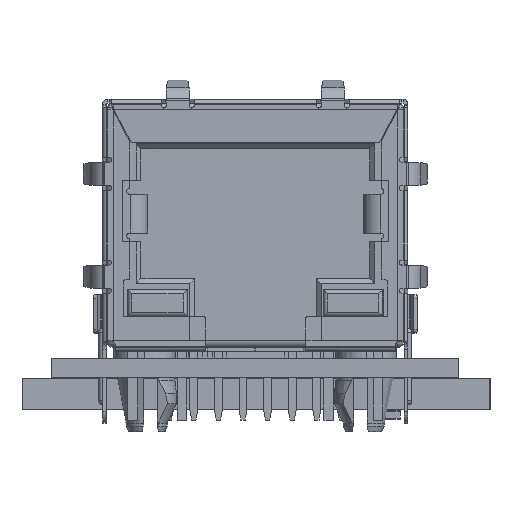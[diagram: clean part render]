
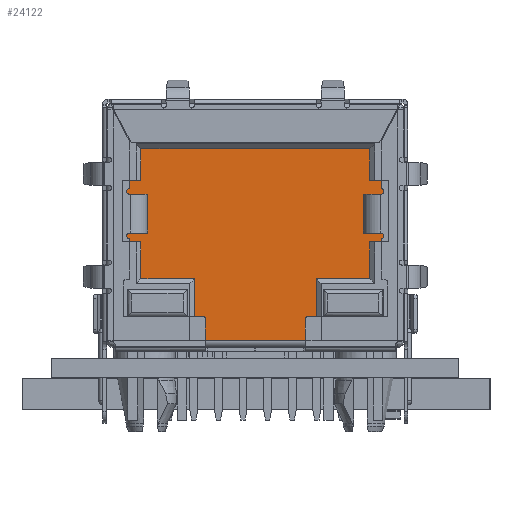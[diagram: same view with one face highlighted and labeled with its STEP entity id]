
A CAD part, left-side view. The second image highlights one B-rep face of the part: STEP entity #24122.
In plain terms, the highlighted planar face has unit normal (-1, 0, 0).
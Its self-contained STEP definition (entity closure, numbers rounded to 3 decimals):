
#23256 = VERTEX_POINT('',#23257);
#23257 = CARTESIAN_POINT('',(-27.19,6.997,-5.905));
#23263 = EDGE_CURVE('',#23264,#23256,#23266,.T.);
#23264 = VERTEX_POINT('',#23265);
#23265 = CARTESIAN_POINT('',(-27.19,6.997,-6.873));
#23266 = LINE('',#23267,#23268);
#23267 = CARTESIAN_POINT('',(-27.19,6.997,-6.873));
#23268 = VECTOR('',#23269,1.);
#23269 = DIRECTION('',(0.,0.,1.));
#23287 = EDGE_CURVE('',#23288,#23264,#23290,.T.);
#23288 = VERTEX_POINT('',#23289);
#23289 = CARTESIAN_POINT('',(-27.19,10.163,-6.873));
#23290 = LINE('',#23291,#23292);
#23291 = CARTESIAN_POINT('',(-27.19,10.163,-6.873));
#23292 = VECTOR('',#23293,1.);
#23293 = DIRECTION('',(-0.,-1.,-0.));
#23320 = EDGE_CURVE('',#23321,#23288,#23323,.T.);
#23321 = VERTEX_POINT('',#23322);
#23322 = CARTESIAN_POINT('',(-27.19,10.163,-5.905));
#23323 = LINE('',#23324,#23325);
#23324 = CARTESIAN_POINT('',(-27.19,10.163,-5.905));
#23325 = VECTOR('',#23326,1.);
#23326 = DIRECTION('',(-0.,0.,-1.));
#23416 = VERTEX_POINT('',#23417);
#23417 = CARTESIAN_POINT('',(-27.19,10.163,5.895));
#23423 = EDGE_CURVE('',#23424,#23416,#23426,.T.);
#23424 = VERTEX_POINT('',#23425);
#23425 = CARTESIAN_POINT('',(-27.19,10.163,6.863));
#23426 = LINE('',#23427,#23428);
#23427 = CARTESIAN_POINT('',(-27.19,10.163,5.895));
#23428 = VECTOR('',#23429,1.);
#23429 = DIRECTION('',(0.,0.,-1.));
#23447 = EDGE_CURVE('',#23448,#23424,#23450,.T.);
#23448 = VERTEX_POINT('',#23449);
#23449 = CARTESIAN_POINT('',(-27.19,6.997,6.863));
#23450 = LINE('',#23451,#23452);
#23451 = CARTESIAN_POINT('',(-27.19,10.163,6.863));
#23452 = VECTOR('',#23453,1.);
#23453 = DIRECTION('',(0.,1.,0.));
#23480 = EDGE_CURVE('',#23481,#23448,#23483,.T.);
#23481 = VERTEX_POINT('',#23482);
#23482 = CARTESIAN_POINT('',(-27.19,6.997,5.895));
#23483 = LINE('',#23484,#23485);
#23484 = CARTESIAN_POINT('',(-27.19,6.997,6.863));
#23485 = VECTOR('',#23486,1.);
#23486 = DIRECTION('',(0.,0.,1.));
#24080 = VERTEX_POINT('',#24081);
#24081 = CARTESIAN_POINT('',(-27.19,5.1,-3.144));
#24087 = EDGE_CURVE('',#24088,#24080,#24090,.T.);
#24088 = VERTEX_POINT('',#24089);
#24089 = CARTESIAN_POINT('',(-27.19,5.1,-5.905));
#24090 = LINE('',#24091,#24092);
#24091 = CARTESIAN_POINT('',(-27.19,5.1,-5.905));
#24092 = VECTOR('',#24093,1.);
#24093 = DIRECTION('',(0.,0.,1.));
#24111 = EDGE_CURVE('',#23256,#24088,#24112,.T.);
#24112 = LINE('',#24113,#24114);
#24113 = CARTESIAN_POINT('',(-27.19,6.997,-5.905));
#24114 = VECTOR('',#24115,1.);
#24115 = DIRECTION('',(-0.,-1.,-0.));
#24122 = ADVANCED_FACE('',(#24123),#24193,.F.);
#24123 = FACE_BOUND('',#24124,.T.);
#24124 = EDGE_LOOP('',(#24125,#24126,#24127,#24128,#24129,#24130,#24138,
    #24146,#24154,#24162,#24168,#24169,#24170,#24171,#24179,#24187));
#24125 = ORIENTED_EDGE('',*,*,#23320,.T.);
#24126 = ORIENTED_EDGE('',*,*,#23287,.T.);
#24127 = ORIENTED_EDGE('',*,*,#23263,.T.);
#24128 = ORIENTED_EDGE('',*,*,#24111,.T.);
#24129 = ORIENTED_EDGE('',*,*,#24087,.T.);
#24130 = ORIENTED_EDGE('',*,*,#24131,.F.);
#24131 = EDGE_CURVE('',#24132,#24080,#24134,.T.);
#24132 = VERTEX_POINT('',#24133);
#24133 = CARTESIAN_POINT('',(-27.19,1.9,-3.144));
#24134 = LINE('',#24135,#24136);
#24135 = CARTESIAN_POINT('',(-27.19,7.675,-3.144));
#24136 = VECTOR('',#24137,1.);
#24137 = DIRECTION('',(0.,1.,0.));
#24138 = ORIENTED_EDGE('',*,*,#24139,.F.);
#24139 = EDGE_CURVE('',#24140,#24132,#24142,.T.);
#24140 = VERTEX_POINT('',#24141);
#24141 = CARTESIAN_POINT('',(-27.19,1.9,3.134));
#24142 = LINE('',#24143,#24144);
#24143 = CARTESIAN_POINT('',(-27.19,1.9,-0.005));
#24144 = VECTOR('',#24145,1.);
#24145 = DIRECTION('',(0.,0.,-1.));
#24146 = ORIENTED_EDGE('',*,*,#24147,.F.);
#24147 = EDGE_CURVE('',#24148,#24140,#24150,.T.);
#24148 = VERTEX_POINT('',#24149);
#24149 = CARTESIAN_POINT('',(-27.19,5.1,3.134));
#24150 = LINE('',#24151,#24152);
#24151 = CARTESIAN_POINT('',(-27.19,7.675,3.134));
#24152 = VECTOR('',#24153,1.);
#24153 = DIRECTION('',(-0.,-1.,-0.));
#24154 = ORIENTED_EDGE('',*,*,#24155,.F.);
#24155 = EDGE_CURVE('',#24156,#24148,#24158,.T.);
#24156 = VERTEX_POINT('',#24157);
#24157 = CARTESIAN_POINT('',(-27.19,5.1,5.895));
#24158 = LINE('',#24159,#24160);
#24159 = CARTESIAN_POINT('',(-27.19,5.1,-0.005));
#24160 = VECTOR('',#24161,1.);
#24161 = DIRECTION('',(0.,0.,-1.));
#24162 = ORIENTED_EDGE('',*,*,#24163,.F.);
#24163 = EDGE_CURVE('',#23481,#24156,#24164,.T.);
#24164 = LINE('',#24165,#24166);
#24165 = CARTESIAN_POINT('',(-27.19,7.675,5.895));
#24166 = VECTOR('',#24167,1.);
#24167 = DIRECTION('',(-0.,-1.,-0.));
#24168 = ORIENTED_EDGE('',*,*,#23480,.T.);
#24169 = ORIENTED_EDGE('',*,*,#23447,.T.);
#24170 = ORIENTED_EDGE('',*,*,#23423,.T.);
#24171 = ORIENTED_EDGE('',*,*,#24172,.F.);
#24172 = EDGE_CURVE('',#24173,#23416,#24175,.T.);
#24173 = VERTEX_POINT('',#24174);
#24174 = CARTESIAN_POINT('',(-27.19,11.8,5.895));
#24175 = LINE('',#24176,#24177);
#24176 = CARTESIAN_POINT('',(-27.19,7.675,5.895));
#24177 = VECTOR('',#24178,1.);
#24178 = DIRECTION('',(-0.,-1.,-0.));
#24179 = ORIENTED_EDGE('',*,*,#24180,.F.);
#24180 = EDGE_CURVE('',#24181,#24173,#24183,.T.);
#24181 = VERTEX_POINT('',#24182);
#24182 = CARTESIAN_POINT('',(-27.19,11.8,-5.905));
#24183 = LINE('',#24184,#24185);
#24184 = CARTESIAN_POINT('',(-27.19,11.8,-0.005));
#24185 = VECTOR('',#24186,1.);
#24186 = DIRECTION('',(-0.,-0.,1.));
#24187 = ORIENTED_EDGE('',*,*,#24188,.F.);
#24188 = EDGE_CURVE('',#23321,#24181,#24189,.T.);
#24189 = LINE('',#24190,#24191);
#24190 = CARTESIAN_POINT('',(-27.19,7.675,-5.905));
#24191 = VECTOR('',#24192,1.);
#24192 = DIRECTION('',(0.,1.,0.));
#24193 = PLANE('',#24194);
#24194 = AXIS2_PLACEMENT_3D('',#24195,#24196,#24197);
#24195 = CARTESIAN_POINT('',(-27.19,7.675,-0.005));
#24196 = DIRECTION('',(1.,0.,0.));
#24197 = DIRECTION('',(0.,0.,-1.));
